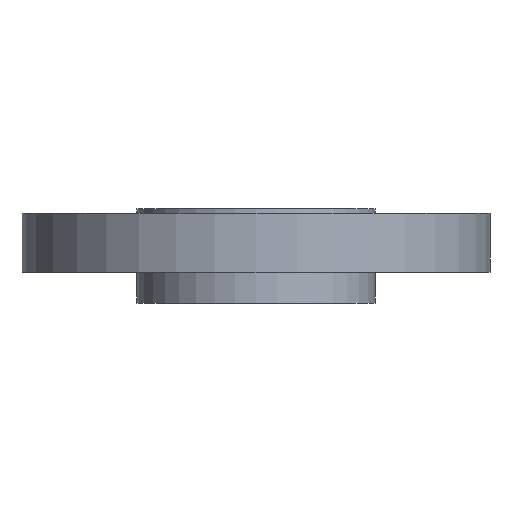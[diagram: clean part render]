
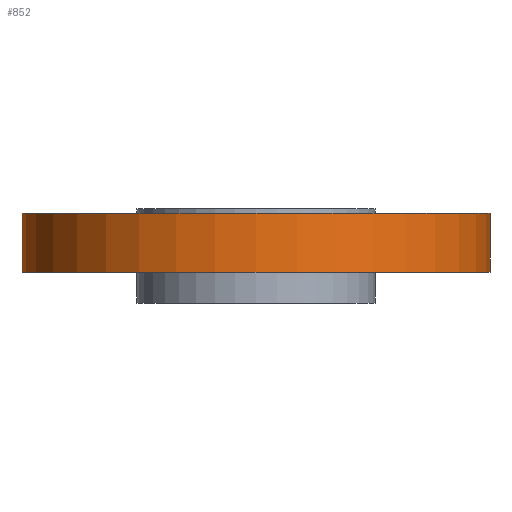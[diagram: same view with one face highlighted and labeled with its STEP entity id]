
A CAD part, front view. The second image highlights one B-rep face of the part: STEP entity #852.
In plain terms, the highlighted cylindrical face has radius 82.55 mm (diameter 165.1 mm), a partial arc.
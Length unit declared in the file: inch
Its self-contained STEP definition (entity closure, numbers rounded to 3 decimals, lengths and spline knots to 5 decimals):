
#10 = EDGE_CURVE ( 'NONE', #702, #787, #207, .T. ) ;
#12 = AXIS2_PLACEMENT_3D ( 'NONE', #940, #499, #832 ) ;
#94 = EDGE_CURVE ( 'NONE', #702, #509, #899, .T. ) ;
#114 = ORIENTED_EDGE ( 'NONE', *, *, #94, .T. ) ;
#123 = ORIENTED_EDGE ( 'NONE', *, *, #212, .F. ) ;
#136 = EDGE_CURVE ( 'NONE', #787, #457, #906, .T. ) ;
#137 = VECTOR ( 'NONE', #743, 39.37008 ) ;
#156 = AXIS2_PLACEMENT_3D ( 'NONE', #255, #889, #175 ) ;
#175 = DIRECTION ( 'NONE',  ( 1., 0., 0. ) ) ;
#207 = CIRCLE ( 'NONE', #156, 3.25 ) ;
#212 = EDGE_CURVE ( 'NONE', #457, #509, #565, .T. ) ;
#220 = CYLINDRICAL_SURFACE ( 'NONE', #558, 3.25 ) ;
#255 = CARTESIAN_POINT ( 'NONE',  ( 0., 0., -0.88 ) ) ;
#290 = DIRECTION ( 'NONE',  ( 0., 0., 1. ) ) ;
#291 = DIRECTION ( 'NONE',  ( 0., 0., 1. ) ) ;
#299 = CARTESIAN_POINT ( 'NONE',  ( 3.25, 0., -0.88 ) ) ;
#373 = CARTESIAN_POINT ( 'NONE',  ( 0., 0., -10.07239 ) ) ;
#402 = CARTESIAN_POINT ( 'NONE',  ( 3.25, 0., -0.0625 ) ) ;
#441 = DIRECTION ( 'NONE',  ( 1., 0., 0. ) ) ;
#443 = CARTESIAN_POINT ( 'NONE',  ( 3.25, 0., -10.07239 ) ) ;
#448 = CARTESIAN_POINT ( 'NONE',  ( -3.25, 0., -10.07239 ) ) ;
#457 = VERTEX_POINT ( 'NONE', #567 ) ;
#464 = CARTESIAN_POINT ( 'NONE',  ( -3.25, 0., -0.88 ) ) ;
#499 = DIRECTION ( 'NONE',  ( 0., 0., 1. ) ) ;
#509 = VERTEX_POINT ( 'NONE', #402 ) ;
#558 = AXIS2_PLACEMENT_3D ( 'NONE', #373, #290, #441 ) ;
#565 = CIRCLE ( 'NONE', #12, 3.25 ) ;
#567 = CARTESIAN_POINT ( 'NONE',  ( -3.25, 0., -0.0625 ) ) ;
#603 = ORIENTED_EDGE ( 'NONE', *, *, #136, .F. ) ;
#702 = VERTEX_POINT ( 'NONE', #299 ) ;
#710 = VECTOR ( 'NONE', #291, 39.37008 ) ;
#727 = EDGE_LOOP ( 'NONE', ( #603, #863, #114, #123 ) ) ;
#743 = DIRECTION ( 'NONE',  ( 0., 0., 1. ) ) ;
#787 = VERTEX_POINT ( 'NONE', #464 ) ;
#832 = DIRECTION ( 'NONE',  ( 1., 0., 0. ) ) ;
#840 = FACE_OUTER_BOUND ( 'NONE', #727, .T. ) ;
#852 = ADVANCED_FACE ( 'NONE', ( #840 ), #220, .T. ) ;
#863 = ORIENTED_EDGE ( 'NONE', *, *, #10, .F. ) ;
#889 = DIRECTION ( 'NONE',  ( 0., 0., -1. ) ) ;
#899 = LINE ( 'NONE', #443, #710 ) ;
#906 = LINE ( 'NONE', #448, #137 ) ;
#940 = CARTESIAN_POINT ( 'NONE',  ( 0., 0., -0.0625 ) ) ;
